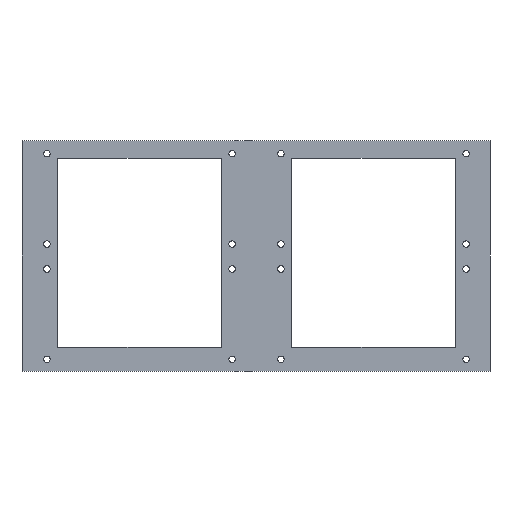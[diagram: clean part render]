
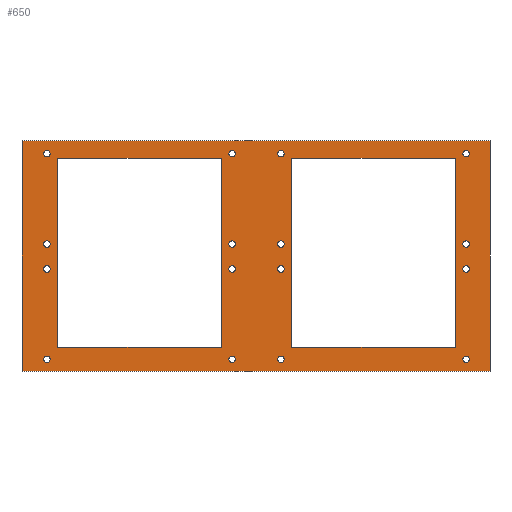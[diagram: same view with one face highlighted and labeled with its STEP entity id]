
A CAD part, front view. The second image highlights one B-rep face of the part: STEP entity #650.
In plain terms, the highlighted planar face has unit normal (0, -1, 0).
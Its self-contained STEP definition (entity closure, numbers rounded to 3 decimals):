
#33=FACE_BOUND('',#143,.T.);
#34=FACE_BOUND('',#144,.T.);
#35=FACE_BOUND('',#145,.T.);
#36=FACE_BOUND('',#146,.T.);
#37=FACE_BOUND('',#147,.T.);
#38=FACE_BOUND('',#148,.T.);
#39=FACE_BOUND('',#149,.T.);
#40=FACE_BOUND('',#150,.T.);
#41=FACE_BOUND('',#151,.T.);
#42=FACE_BOUND('',#152,.T.);
#43=FACE_BOUND('',#153,.T.);
#44=FACE_BOUND('',#154,.T.);
#45=FACE_BOUND('',#155,.T.);
#46=FACE_BOUND('',#156,.T.);
#47=FACE_BOUND('',#157,.T.);
#48=FACE_BOUND('',#158,.T.);
#49=FACE_BOUND('',#159,.T.);
#50=FACE_BOUND('',#160,.T.);
#64=PLANE('',#726);
#94=FACE_OUTER_BOUND('',#142,.T.);
#142=EDGE_LOOP('',(#577,#578,#579,#580));
#143=EDGE_LOOP('',(#581));
#144=EDGE_LOOP('',(#582));
#145=EDGE_LOOP('',(#583));
#146=EDGE_LOOP('',(#584));
#147=EDGE_LOOP('',(#585));
#148=EDGE_LOOP('',(#586));
#149=EDGE_LOOP('',(#587));
#150=EDGE_LOOP('',(#588));
#151=EDGE_LOOP('',(#589));
#152=EDGE_LOOP('',(#590));
#153=EDGE_LOOP('',(#591,#592,#593,#594));
#154=EDGE_LOOP('',(#595));
#155=EDGE_LOOP('',(#596));
#156=EDGE_LOOP('',(#597));
#157=EDGE_LOOP('',(#598));
#158=EDGE_LOOP('',(#599));
#159=EDGE_LOOP('',(#600,#601,#602,#603));
#160=EDGE_LOOP('',(#604));
#162=LINE('',#915,#214);
#166=LINE('',#923,#218);
#169=LINE('',#929,#221);
#172=LINE('',#934,#224);
#179=LINE('',#969,#231);
#183=LINE('',#977,#235);
#186=LINE('',#983,#238);
#189=LINE('',#988,#241);
#201=LINE('',#1053,#253);
#205=LINE('',#1061,#257);
#208=LINE('',#1067,#260);
#211=LINE('',#1072,#263);
#214=VECTOR('',#738,10.);
#218=VECTOR('',#744,10.);
#221=VECTOR('',#749,10.);
#224=VECTOR('',#754,10.);
#231=VECTOR('',#793,10.);
#235=VECTOR('',#799,10.);
#238=VECTOR('',#804,10.);
#241=VECTOR('',#809,10.);
#253=VECTOR('',#883,10.);
#257=VECTOR('',#889,10.);
#260=VECTOR('',#894,10.);
#263=VECTOR('',#899,10.);
#266=CIRCLE('',#667,3.);
#268=CIRCLE('',#674,3.);
#270=CIRCLE('',#677,3.);
#272=CIRCLE('',#680,3.);
#274=CIRCLE('',#683,3.);
#276=CIRCLE('',#686,3.);
#278=CIRCLE('',#693,3.);
#280=CIRCLE('',#696,3.);
#282=CIRCLE('',#699,3.);
#284=CIRCLE('',#702,3.);
#286=CIRCLE('',#705,3.);
#288=CIRCLE('',#708,3.);
#290=CIRCLE('',#711,3.);
#292=CIRCLE('',#714,3.);
#294=CIRCLE('',#717,3.);
#296=CIRCLE('',#720,3.);
#298=VERTEX_POINT('',#909);
#299=VERTEX_POINT('',#913);
#300=VERTEX_POINT('',#914);
#303=VERTEX_POINT('',#922);
#305=VERTEX_POINT('',#928);
#308=VERTEX_POINT('',#939);
#310=VERTEX_POINT('',#945);
#312=VERTEX_POINT('',#951);
#314=VERTEX_POINT('',#957);
#316=VERTEX_POINT('',#963);
#317=VERTEX_POINT('',#967);
#318=VERTEX_POINT('',#968);
#321=VERTEX_POINT('',#976);
#323=VERTEX_POINT('',#982);
#326=VERTEX_POINT('',#993);
#328=VERTEX_POINT('',#999);
#330=VERTEX_POINT('',#1005);
#332=VERTEX_POINT('',#1011);
#334=VERTEX_POINT('',#1017);
#336=VERTEX_POINT('',#1023);
#338=VERTEX_POINT('',#1029);
#340=VERTEX_POINT('',#1035);
#342=VERTEX_POINT('',#1041);
#344=VERTEX_POINT('',#1047);
#345=VERTEX_POINT('',#1051);
#346=VERTEX_POINT('',#1052);
#349=VERTEX_POINT('',#1060);
#351=VERTEX_POINT('',#1066);
#355=EDGE_CURVE('',#298,#298,#266,.T.);
#356=EDGE_CURVE('',#299,#300,#162,.T.);
#360=EDGE_CURVE('',#303,#299,#166,.T.);
#363=EDGE_CURVE('',#305,#303,#169,.T.);
#366=EDGE_CURVE('',#300,#305,#172,.T.);
#370=EDGE_CURVE('',#308,#308,#268,.T.);
#373=EDGE_CURVE('',#310,#310,#270,.T.);
#376=EDGE_CURVE('',#312,#312,#272,.T.);
#379=EDGE_CURVE('',#314,#314,#274,.T.);
#382=EDGE_CURVE('',#316,#316,#276,.T.);
#383=EDGE_CURVE('',#317,#318,#179,.T.);
#387=EDGE_CURVE('',#321,#317,#183,.T.);
#390=EDGE_CURVE('',#323,#321,#186,.T.);
#393=EDGE_CURVE('',#318,#323,#189,.T.);
#397=EDGE_CURVE('',#326,#326,#278,.T.);
#400=EDGE_CURVE('',#328,#328,#280,.T.);
#403=EDGE_CURVE('',#330,#330,#282,.T.);
#406=EDGE_CURVE('',#332,#332,#284,.T.);
#409=EDGE_CURVE('',#334,#334,#286,.T.);
#412=EDGE_CURVE('',#336,#336,#288,.T.);
#415=EDGE_CURVE('',#338,#338,#290,.T.);
#418=EDGE_CURVE('',#340,#340,#292,.T.);
#421=EDGE_CURVE('',#342,#342,#294,.T.);
#424=EDGE_CURVE('',#344,#344,#296,.T.);
#425=EDGE_CURVE('',#345,#346,#201,.T.);
#429=EDGE_CURVE('',#349,#345,#205,.T.);
#432=EDGE_CURVE('',#351,#349,#208,.T.);
#435=EDGE_CURVE('',#346,#351,#211,.T.);
#577=ORIENTED_EDGE('',*,*,#435,.F.);
#578=ORIENTED_EDGE('',*,*,#425,.F.);
#579=ORIENTED_EDGE('',*,*,#429,.F.);
#580=ORIENTED_EDGE('',*,*,#432,.F.);
#581=ORIENTED_EDGE('',*,*,#424,.F.);
#582=ORIENTED_EDGE('',*,*,#421,.F.);
#583=ORIENTED_EDGE('',*,*,#418,.F.);
#584=ORIENTED_EDGE('',*,*,#415,.F.);
#585=ORIENTED_EDGE('',*,*,#412,.F.);
#586=ORIENTED_EDGE('',*,*,#409,.F.);
#587=ORIENTED_EDGE('',*,*,#406,.F.);
#588=ORIENTED_EDGE('',*,*,#403,.F.);
#589=ORIENTED_EDGE('',*,*,#400,.F.);
#590=ORIENTED_EDGE('',*,*,#397,.F.);
#591=ORIENTED_EDGE('',*,*,#393,.F.);
#592=ORIENTED_EDGE('',*,*,#383,.F.);
#593=ORIENTED_EDGE('',*,*,#387,.F.);
#594=ORIENTED_EDGE('',*,*,#390,.F.);
#595=ORIENTED_EDGE('',*,*,#382,.F.);
#596=ORIENTED_EDGE('',*,*,#379,.F.);
#597=ORIENTED_EDGE('',*,*,#376,.F.);
#598=ORIENTED_EDGE('',*,*,#373,.F.);
#599=ORIENTED_EDGE('',*,*,#370,.F.);
#600=ORIENTED_EDGE('',*,*,#366,.F.);
#601=ORIENTED_EDGE('',*,*,#356,.F.);
#602=ORIENTED_EDGE('',*,*,#360,.F.);
#603=ORIENTED_EDGE('',*,*,#363,.F.);
#604=ORIENTED_EDGE('',*,*,#355,.F.);
#650=ADVANCED_FACE('',(#94,#33,#34,#35,#36,#37,#38,#39,#40,#41,#42,#43,
#44,#45,#46,#47,#48,#49,#50),#64,.F.);
#667=AXIS2_PLACEMENT_3D('',#911,#734,#735);
#674=AXIS2_PLACEMENT_3D('',#941,#761,#762);
#677=AXIS2_PLACEMENT_3D('',#947,#768,#769);
#680=AXIS2_PLACEMENT_3D('',#953,#775,#776);
#683=AXIS2_PLACEMENT_3D('',#959,#782,#783);
#686=AXIS2_PLACEMENT_3D('',#965,#789,#790);
#693=AXIS2_PLACEMENT_3D('',#995,#816,#817);
#696=AXIS2_PLACEMENT_3D('',#1001,#823,#824);
#699=AXIS2_PLACEMENT_3D('',#1007,#830,#831);
#702=AXIS2_PLACEMENT_3D('',#1013,#837,#838);
#705=AXIS2_PLACEMENT_3D('',#1019,#844,#845);
#708=AXIS2_PLACEMENT_3D('',#1025,#851,#852);
#711=AXIS2_PLACEMENT_3D('',#1031,#858,#859);
#714=AXIS2_PLACEMENT_3D('',#1037,#865,#866);
#717=AXIS2_PLACEMENT_3D('',#1043,#872,#873);
#720=AXIS2_PLACEMENT_3D('',#1049,#879,#880);
#726=AXIS2_PLACEMENT_3D('',#1075,#903,#904);
#734=DIRECTION('center_axis',(0.,-1.,0.));
#735=DIRECTION('ref_axis',(1.,0.,0.));
#738=DIRECTION('',(0.,0.,1.));
#744=DIRECTION('',(1.,0.,0.));
#749=DIRECTION('',(0.,0.,-1.));
#754=DIRECTION('',(-1.,0.,0.));
#761=DIRECTION('center_axis',(0.,-1.,0.));
#762=DIRECTION('ref_axis',(1.,0.,0.));
#768=DIRECTION('center_axis',(0.,-1.,0.));
#769=DIRECTION('ref_axis',(1.,0.,0.));
#775=DIRECTION('center_axis',(0.,-1.,0.));
#776=DIRECTION('ref_axis',(1.,0.,0.));
#782=DIRECTION('center_axis',(0.,-1.,0.));
#783=DIRECTION('ref_axis',(1.,0.,0.));
#789=DIRECTION('center_axis',(0.,-1.,0.));
#790=DIRECTION('ref_axis',(1.,0.,0.));
#793=DIRECTION('',(0.,0.,1.));
#799=DIRECTION('',(1.,0.,0.));
#804=DIRECTION('',(0.,0.,-1.));
#809=DIRECTION('',(-1.,0.,0.));
#816=DIRECTION('center_axis',(0.,-1.,0.));
#817=DIRECTION('ref_axis',(1.,0.,0.));
#823=DIRECTION('center_axis',(0.,-1.,0.));
#824=DIRECTION('ref_axis',(1.,0.,0.));
#830=DIRECTION('center_axis',(0.,-1.,0.));
#831=DIRECTION('ref_axis',(1.,0.,0.));
#837=DIRECTION('center_axis',(0.,-1.,0.));
#838=DIRECTION('ref_axis',(1.,0.,0.));
#844=DIRECTION('center_axis',(0.,-1.,0.));
#845=DIRECTION('ref_axis',(1.,0.,0.));
#851=DIRECTION('center_axis',(0.,-1.,0.));
#852=DIRECTION('ref_axis',(1.,0.,0.));
#858=DIRECTION('center_axis',(0.,-1.,0.));
#859=DIRECTION('ref_axis',(1.,0.,0.));
#865=DIRECTION('center_axis',(0.,-1.,0.));
#866=DIRECTION('ref_axis',(1.,0.,0.));
#872=DIRECTION('center_axis',(0.,-1.,0.));
#873=DIRECTION('ref_axis',(1.,0.,0.));
#879=DIRECTION('center_axis',(0.,-1.,0.));
#880=DIRECTION('ref_axis',(1.,0.,0.));
#883=DIRECTION('',(0.,0.,-1.));
#889=DIRECTION('',(1.,0.,0.));
#894=DIRECTION('',(0.,0.,1.));
#899=DIRECTION('',(-1.,0.,0.));
#903=DIRECTION('center_axis',(0.,1.,0.));
#904=DIRECTION('ref_axis',(1.,0.,0.));
#909=CARTESIAN_POINT('',(406.8,0.,-118.363));
#911=CARTESIAN_POINT('Origin',(409.8,0.,-118.363));
#913=CARTESIAN_POINT('',(399.8,0.,-190.725));
#914=CARTESIAN_POINT('',(399.8,0.,-16.));
#915=CARTESIAN_POINT('',(399.8,0.,-190.725));
#922=CARTESIAN_POINT('',(248.9,0.,-190.725));
#923=CARTESIAN_POINT('',(248.9,0.,-190.725));
#928=CARTESIAN_POINT('',(248.9,0.,-16.));
#929=CARTESIAN_POINT('',(248.9,0.,-16.));
#934=CARTESIAN_POINT('',(399.8,0.,-16.));
#939=CARTESIAN_POINT('',(235.9,0.,-118.363));
#941=CARTESIAN_POINT('Origin',(238.9,0.,-118.363));
#945=CARTESIAN_POINT('',(20.,0.,-201.725));
#947=CARTESIAN_POINT('Origin',(23.,0.,-201.725));
#951=CARTESIAN_POINT('',(190.9,0.,-201.725));
#953=CARTESIAN_POINT('Origin',(193.9,0.,-201.725));
#957=CARTESIAN_POINT('',(406.8,0.,-95.363));
#959=CARTESIAN_POINT('Origin',(409.8,0.,-95.363));
#963=CARTESIAN_POINT('',(20.,0.,-12.));
#965=CARTESIAN_POINT('Origin',(23.,0.,-12.));
#967=CARTESIAN_POINT('',(183.9,0.,-190.725));
#968=CARTESIAN_POINT('',(183.9,0.,-16.));
#969=CARTESIAN_POINT('',(183.9,0.,-190.725));
#976=CARTESIAN_POINT('',(33.,0.,-190.725));
#977=CARTESIAN_POINT('',(33.,0.,-190.725));
#982=CARTESIAN_POINT('',(33.,0.,-16.));
#983=CARTESIAN_POINT('',(33.,0.,-16.));
#988=CARTESIAN_POINT('',(183.9,0.,-16.));
#993=CARTESIAN_POINT('',(20.,0.,-95.363));
#995=CARTESIAN_POINT('Origin',(23.,0.,-95.363));
#999=CARTESIAN_POINT('',(190.9,0.,-95.363));
#1001=CARTESIAN_POINT('Origin',(193.9,0.,-95.363));
#1005=CARTESIAN_POINT('',(406.8,0.,-201.725));
#1007=CARTESIAN_POINT('Origin',(409.8,0.,-201.725));
#1011=CARTESIAN_POINT('',(20.,0.,-118.363));
#1013=CARTESIAN_POINT('Origin',(23.,0.,-118.363));
#1017=CARTESIAN_POINT('',(190.9,0.,-12.));
#1019=CARTESIAN_POINT('Origin',(193.9,0.,-12.));
#1023=CARTESIAN_POINT('',(406.8,0.,-12.));
#1025=CARTESIAN_POINT('Origin',(409.8,0.,-12.));
#1029=CARTESIAN_POINT('',(235.9,0.,-201.725));
#1031=CARTESIAN_POINT('Origin',(238.9,0.,-201.725));
#1035=CARTESIAN_POINT('',(235.9,0.,-95.363));
#1037=CARTESIAN_POINT('Origin',(238.9,0.,-95.363));
#1041=CARTESIAN_POINT('',(235.9,0.,-12.));
#1043=CARTESIAN_POINT('Origin',(238.9,0.,-12.));
#1047=CARTESIAN_POINT('',(190.9,0.,-118.363));
#1049=CARTESIAN_POINT('Origin',(193.9,0.,-118.363));
#1051=CARTESIAN_POINT('',(431.8,0.,0.));
#1052=CARTESIAN_POINT('',(431.8,0.,-212.725));
#1053=CARTESIAN_POINT('',(431.8,0.,0.));
#1060=CARTESIAN_POINT('',(0.,0.,0.));
#1061=CARTESIAN_POINT('',(0.,0.,0.));
#1066=CARTESIAN_POINT('',(0.,0.,-212.725));
#1067=CARTESIAN_POINT('',(0.,0.,-212.725));
#1072=CARTESIAN_POINT('',(431.8,0.,-212.725));
#1075=CARTESIAN_POINT('Origin',(215.9,0.,-106.363));
